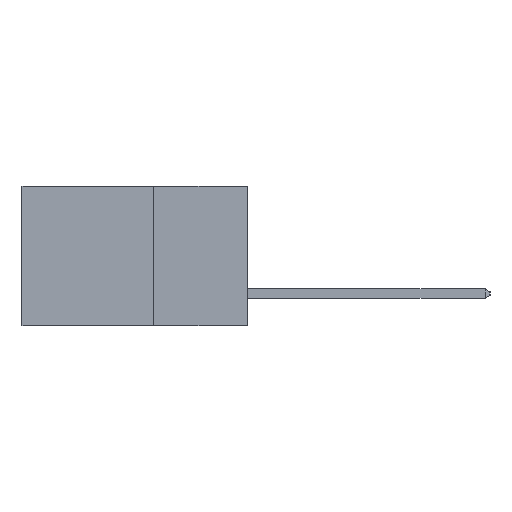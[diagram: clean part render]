
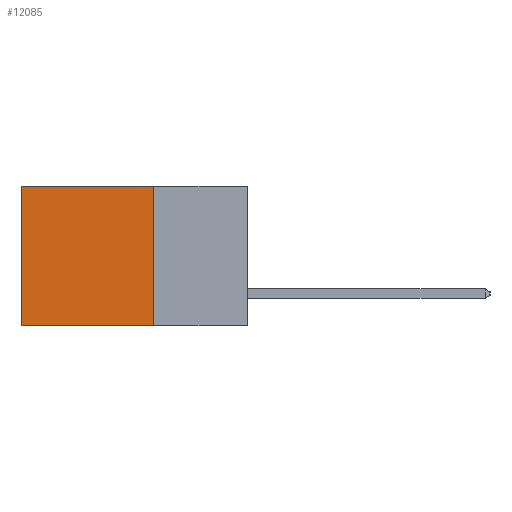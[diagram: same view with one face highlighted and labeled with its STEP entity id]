
A CAD part, left-side view. The second image highlights one B-rep face of the part: STEP entity #12085.
In plain terms, the highlighted planar face has unit normal (-1, 0, 0).
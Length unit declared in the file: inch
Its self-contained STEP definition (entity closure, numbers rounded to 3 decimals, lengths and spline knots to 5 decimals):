
#787 = ORIENTED_EDGE ( 'NONE', *, *, #3671, .F. ) ;
#815 = VERTEX_POINT ( 'NONE', #7052 ) ;
#839 = LINE ( 'NONE', #8818, #6859 ) ;
#2923 = EDGE_CURVE ( 'NONE', #7331, #3272, #11486, .T. ) ;
#3272 = VERTEX_POINT ( 'NONE', #9057 ) ;
#3671 = EDGE_CURVE ( 'NONE', #12278, #7331, #6319, .T. ) ;
#4039 = CARTESIAN_POINT ( 'NONE',  ( 0.2615, 0.25, -0.37 ) ) ;
#4477 = FACE_OUTER_BOUND ( 'NONE', #4558, .T. ) ;
#4558 = EDGE_LOOP ( 'NONE', ( #13398, #9569, #787, #7201 ) ) ;
#4799 = VECTOR ( 'NONE', #6240, 39.37008 ) ;
#6088 = CARTESIAN_POINT ( 'NONE',  ( 0.2615, 0.25, -0.37 ) ) ;
#6240 = DIRECTION ( 'NONE',  ( 0., 1., 0. ) ) ;
#6319 = LINE ( 'NONE', #6088, #8063 ) ;
#6411 = DIRECTION ( 'NONE',  ( 0., 0., -1. ) ) ;
#6540 = DIRECTION ( 'NONE',  ( 0., 1., 0. ) ) ;
#6859 = VECTOR ( 'NONE', #6540, 39.37008 ) ;
#7052 = CARTESIAN_POINT ( 'NONE',  ( 0.2615, 0.6, 0. ) ) ;
#7201 = ORIENTED_EDGE ( 'NONE', *, *, #12639, .T. ) ;
#7331 = VERTEX_POINT ( 'NONE', #11093 ) ;
#8063 = VECTOR ( 'NONE', #12562, 39.37008 ) ;
#8818 = CARTESIAN_POINT ( 'NONE',  ( 0.2615, 0.25, 0. ) ) ;
#9057 = CARTESIAN_POINT ( 'NONE',  ( 0.2615, 0.6, -0.37 ) ) ;
#9502 = VECTOR ( 'NONE', #11709, 39.37008 ) ;
#9569 = ORIENTED_EDGE ( 'NONE', *, *, #2923, .F. ) ;
#9780 = AXIS2_PLACEMENT_3D ( 'NONE', #10535, #11979, #6411 ) ;
#9918 = EDGE_CURVE ( 'NONE', #815, #3272, #12353, .T. ) ;
#10535 = CARTESIAN_POINT ( 'NONE',  ( 0.2615, 0.25, -0.37 ) ) ;
#10583 = PLANE ( 'NONE',  #9780 ) ;
#11093 = CARTESIAN_POINT ( 'NONE',  ( 0.2615, 0.25, -0.37 ) ) ;
#11398 = CARTESIAN_POINT ( 'NONE',  ( 0.2615, 0.25, 0. ) ) ;
#11486 = LINE ( 'NONE', #4039, #4799 ) ;
#11709 = DIRECTION ( 'NONE',  ( 0., 0., -1. ) ) ;
#11979 = DIRECTION ( 'NONE',  ( 1., 0., 0. ) ) ;
#12085 = ADVANCED_FACE ( 'NONE', ( #4477 ), #10583, .F. ) ;
#12278 = VERTEX_POINT ( 'NONE', #11398 ) ;
#12353 = LINE ( 'NONE', #12772, #9502 ) ;
#12562 = DIRECTION ( 'NONE',  ( 0., 0., -1. ) ) ;
#12639 = EDGE_CURVE ( 'NONE', #12278, #815, #839, .T. ) ;
#12772 = CARTESIAN_POINT ( 'NONE',  ( 0.2615, 0.6, -0.37 ) ) ;
#13398 = ORIENTED_EDGE ( 'NONE', *, *, #9918, .T. ) ;
